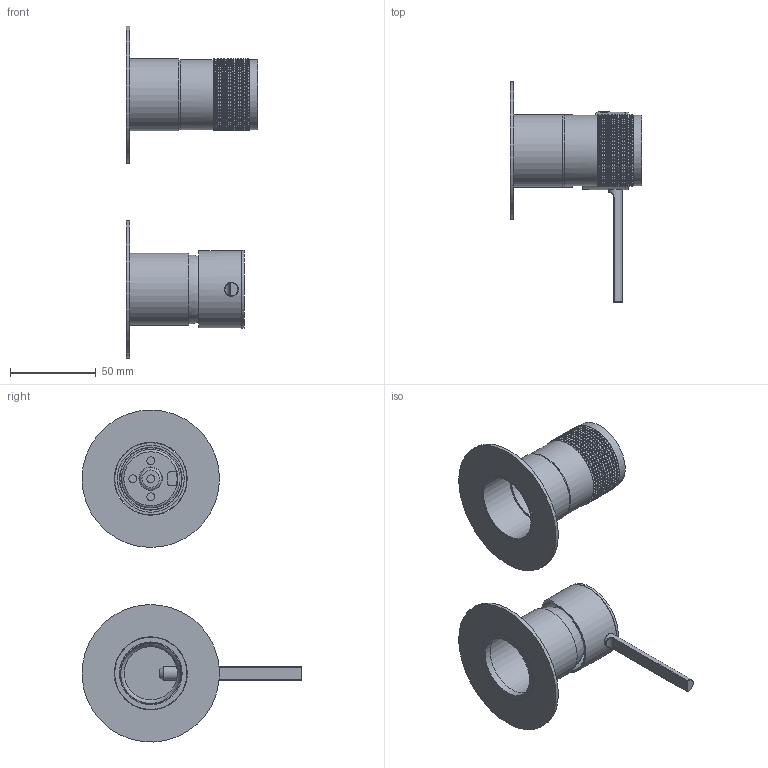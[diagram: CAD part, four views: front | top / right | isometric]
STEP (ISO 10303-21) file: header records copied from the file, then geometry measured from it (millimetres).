
FILE_DESCRIPTION (( 'STEP AP203' ), '1' );
FILE_NAME ('84CP11557.STEP', '2025-10-03T08:39:33', ( '' ), ( '' ), 'SwSTEP 2.0', 'SolidWorks 2021', '' );
FILE_SCHEMA (( 'CONFIG_CONTROL_DESIGN' ));
Products named in the file (1): 84CP11557
Bounding box: 76.55 x 128 x 193.2 mm (x, y, z)
Volume: 52976.5 mm3; surface area: 69871.8 mm2
Topology: 13 solids, 13 shells, 3317 faces, 9799 edges, 6520 vertices
Faces by surface type: cylinder 1581, plane 1558, bspline 132, cone 28, torus 15, sphere 3
Full cylindrical faces by diameter (mm): 4.5 x4, 5.5 x1, 7.9 x1, 8 x1, 10.7 x1, 12.7 x1, 31 x1, 35.8 x2, 36 x1, 36.5 x2, 37 x1, 37.8 x1, 37.9 x1, 38 x1, 39 x3, 40.85 x1, 41 x2, 41.1 x10, 42 x2, 42.5 x2, 42.6 x1, 45 x1, 45.2 x1, 80 x2
Entity records: 116462 total; most frequent: CARTESIAN_POINT 32528, ORIENTED_EDGE 19348, DIRECTION 15935, EDGE_CURVE 9674, VERTEX_POINT 6479, AXIS2_PLACEMENT_3D 6447, EDGE_LOOP 3443, FACE_OUTER_BOUND 3371
